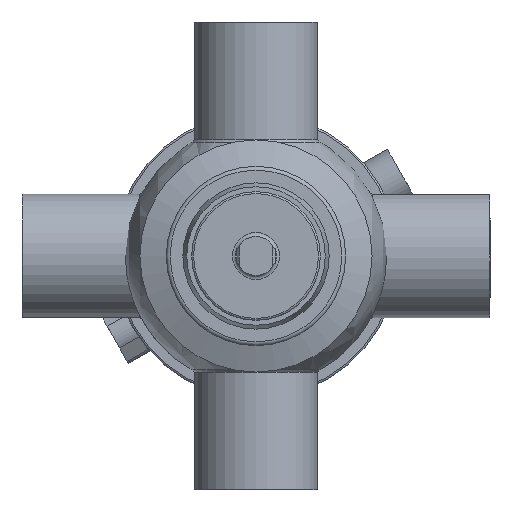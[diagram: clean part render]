
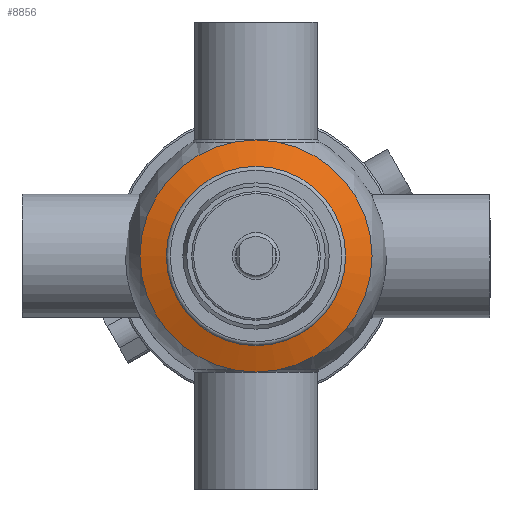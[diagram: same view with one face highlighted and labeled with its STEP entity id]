
A CAD part, front view. The second image highlights one B-rep face of the part: STEP entity #8856.
In plain terms, the highlighted conical face has half-angle 70 degrees and reference radius 52.75 mm.
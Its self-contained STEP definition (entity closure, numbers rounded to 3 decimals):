
#659=CONICAL_SURFACE('',#10054,52.75,1.222);
#1053=FACE_OUTER_BOUND('',#1601,.T.);
#1601=EDGE_LOOP('',(#7727,#7728,#7729,#7730,#7731,#7732));
#2147=LINE('',#16326,#2632);
#2632=VECTOR('',#12613,52.75);
#3268=CIRCLE('',#10052,59.5);
#3269=CIRCLE('',#10053,59.5);
#3270=CIRCLE('',#10055,46.);
#3271=CIRCLE('',#10056,46.);
#4130=VERTEX_POINT('',#16316);
#4131=VERTEX_POINT('',#16317);
#4132=VERTEX_POINT('',#16322);
#4133=VERTEX_POINT('',#16323);
#5372=EDGE_CURVE('',#4130,#4131,#3268,.T.);
#5373=EDGE_CURVE('',#4131,#4130,#3269,.T.);
#5375=EDGE_CURVE('',#4132,#4133,#3270,.T.);
#5376=EDGE_CURVE('',#4133,#4132,#3271,.T.);
#5377=EDGE_CURVE('',#4133,#4131,#2147,.T.);
#7727=ORIENTED_EDGE('',*,*,#5375,.F.);
#7728=ORIENTED_EDGE('',*,*,#5376,.F.);
#7729=ORIENTED_EDGE('',*,*,#5377,.T.);
#7730=ORIENTED_EDGE('',*,*,#5373,.T.);
#7731=ORIENTED_EDGE('',*,*,#5372,.T.);
#7732=ORIENTED_EDGE('',*,*,#5377,.F.);
#8856=ADVANCED_FACE('',(#1053),#659,.T.);
#10052=AXIS2_PLACEMENT_3D('',#16318,#12602,#12603);
#10053=AXIS2_PLACEMENT_3D('',#16319,#12604,#12605);
#10054=AXIS2_PLACEMENT_3D('',#16321,#12607,#12608);
#10055=AXIS2_PLACEMENT_3D('',#16324,#12609,#12610);
#10056=AXIS2_PLACEMENT_3D('',#16325,#12611,#12612);
#12602=DIRECTION('center_axis',(0.,-1.,0.));
#12603=DIRECTION('ref_axis',(1.,0.,0.));
#12604=DIRECTION('center_axis',(0.,-1.,0.));
#12605=DIRECTION('ref_axis',(1.,0.,0.));
#12607=DIRECTION('center_axis',(0.,1.,0.));
#12608=DIRECTION('ref_axis',(1.,0.,0.));
#12609=DIRECTION('center_axis',(0.,-1.,0.));
#12610=DIRECTION('ref_axis',(1.,0.,0.));
#12611=DIRECTION('center_axis',(0.,-1.,0.));
#12612=DIRECTION('ref_axis',(1.,0.,0.));
#12613=DIRECTION('',(-0.94,0.342,0.));
#16316=CARTESIAN_POINT('',(59.5,90.5,0.));
#16317=CARTESIAN_POINT('',(-59.5,90.5,0.));
#16318=CARTESIAN_POINT('Origin',(0.,90.5,0.));
#16319=CARTESIAN_POINT('Origin',(0.,90.5,0.));
#16321=CARTESIAN_POINT('Origin',(0.,88.043,0.));
#16322=CARTESIAN_POINT('',(46.,85.586,0.));
#16323=CARTESIAN_POINT('',(-46.,85.586,0.));
#16324=CARTESIAN_POINT('Origin',(0.,85.586,0.));
#16325=CARTESIAN_POINT('Origin',(0.,85.586,0.));
#16326=CARTESIAN_POINT('',(-52.75,88.043,0.));
